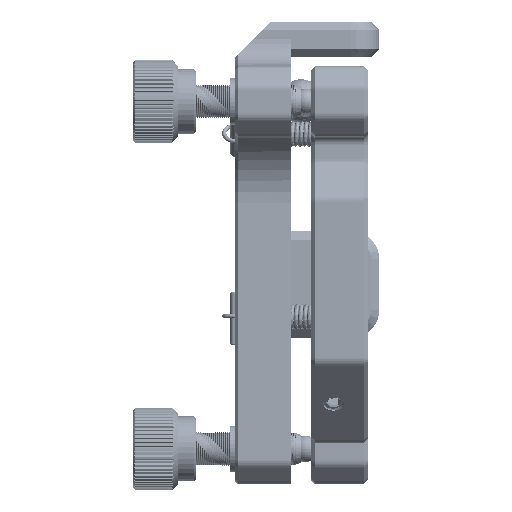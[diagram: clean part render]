
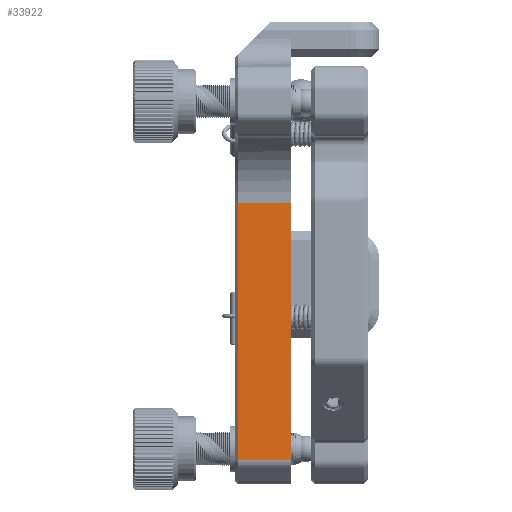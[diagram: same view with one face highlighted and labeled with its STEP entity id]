
A CAD part, left-side view. The second image highlights one B-rep face of the part: STEP entity #33922.
In plain terms, the highlighted planar face has unit normal (-1, 0, 0.026).
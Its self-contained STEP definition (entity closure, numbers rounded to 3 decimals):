
#28350=DIRECTION('',(0.026,0.,1.));
#28351=VECTOR('',#28350,45.941);
#28352=CARTESIAN_POINT('',(5.645,-5.08,-52.105));
#28353=LINE('',#28352,#28351);
#29293=DIRECTION('',(-0.026,0.,-1.));
#29294=VECTOR('',#29293,45.941);
#29295=CARTESIAN_POINT('',(6.848,4.445,-6.18));
#29296=LINE('',#29295,#29294);
#29305=DIRECTION('',(0.,-1.,0.));
#29306=VECTOR('',#29305,9.525);
#29307=CARTESIAN_POINT('',(5.645,4.445,
-52.105));
#29308=LINE('',#29307,#29306);
#29313=DIRECTION('',(0.,-1.,0.));
#29314=VECTOR('',#29313,9.525);
#29315=CARTESIAN_POINT('',(6.848,4.445,-6.18));
#29316=LINE('',#29315,#29314);
#31952=CARTESIAN_POINT('',(6.848,4.445,-6.18));
#31954=VERTEX_POINT('',#31952);
#31991=CARTESIAN_POINT('',(6.848,-5.08,-6.18));
#31992=VERTEX_POINT('',#31991);
#32375=CARTESIAN_POINT('',(5.645,-5.08,-52.105));
#32377=VERTEX_POINT('',#32375);
#32412=CARTESIAN_POINT('',(5.645,4.445,-52.105));
#32414=VERTEX_POINT('',#32412);
#33909=CARTESIAN_POINT('',(5.692,5.159,
-50.347));
#33910=DIRECTION('',(1.,0.,-0.026));
#33911=DIRECTION('',(-0.026,0.,-1.));
#33912=AXIS2_PLACEMENT_3D('',#33909,#33910,#33911);
#33913=PLANE('',#33912);
#33914=ORIENTED_EDGE('',*,*,#33900,.F.);
#33916=ORIENTED_EDGE('',*,*,#33915,.T.);
#33917=ORIENTED_EDGE('',*,*,#32708,.F.);
#33919=ORIENTED_EDGE('',*,*,#33918,.F.);
#33920=EDGE_LOOP('',(#33914,#33916,#33917,#33919));
#33921=FACE_OUTER_BOUND('',#33920,.F.);
#33922=ADVANCED_FACE('',(#33921),#33913,.F.);
#32708=EDGE_CURVE('',#32377,#31992,#28353,.T.);
#33900=EDGE_CURVE('',#31954,#32414,#29296,.T.);
#33915=EDGE_CURVE('',#31954,#31992,#29316,.T.);
#33918=EDGE_CURVE('',#32414,#32377,#29308,.T.);
